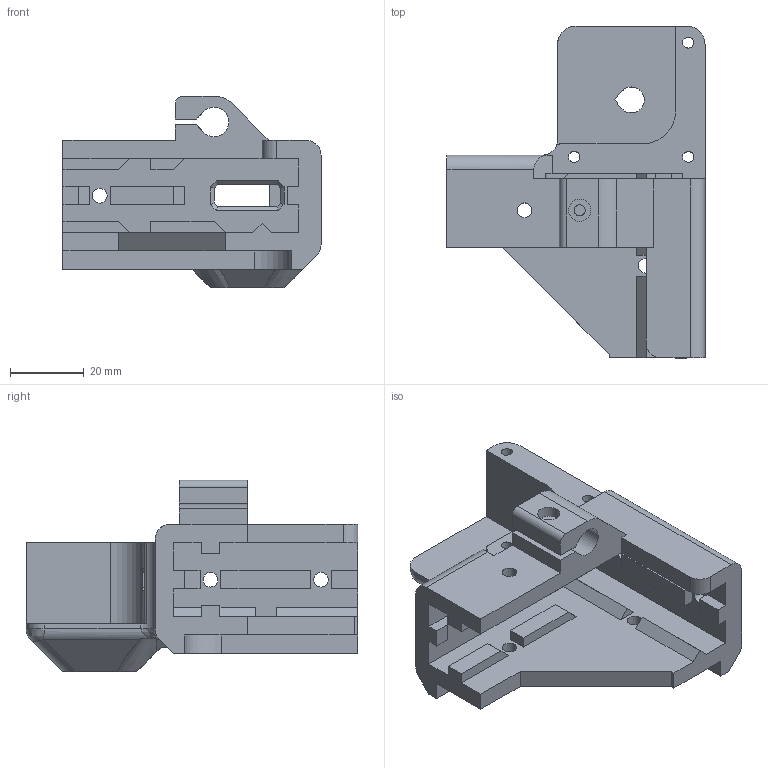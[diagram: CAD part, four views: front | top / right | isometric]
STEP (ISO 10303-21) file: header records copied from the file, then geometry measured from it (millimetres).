
FILE_DESCRIPTION(('FreeCAD Model'),'2;1');
FILE_NAME('RBackCorner.step','2017-02-17T18:25:55',('Author'),(''), 'Open CASCADE STEP processor 6.8','FreeCAD','Unknown');
FILE_SCHEMA(('AUTOMOTIVE_DESIGN_CC2 { 1 2 10303 214 -1 1 5 4 }'));
Length unit declared in the file: millimetre
Products named in the file (2): ASSEMBLY; RBackCorner
Assembly tree (1 placements, depth 2):
  ASSEMBLY
    RBackCorner
Bounding box: 70 x 90 x 52 mm (x, y, z)
Volume: 63544.8 mm3; surface area: 25650.7 mm2
Topology: 1 solids, 1 shells, 194 faces, 551 edges, 360 vertices
Faces by surface type: plane 151, cylinder 36, bspline 4, cone 3
Full cylindrical faces by diameter (mm): 3 x2, 4 x2, 6 x1, 8 x2
Entity records: 15503 total; most frequent: CARTESIAN_POINT 5138, DIRECTION 1707, LINE 1105, VECTOR 1105, ORIENTED_EDGE 1098, PCURVE 1098, DEFINITIONAL_REPRESENTATION 1098, EDGE_CURVE 549
